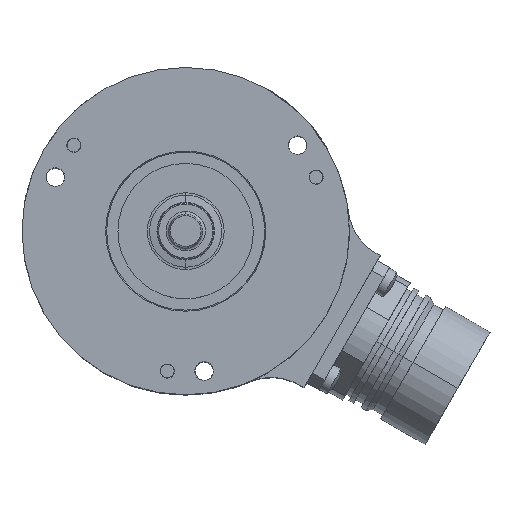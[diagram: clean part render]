
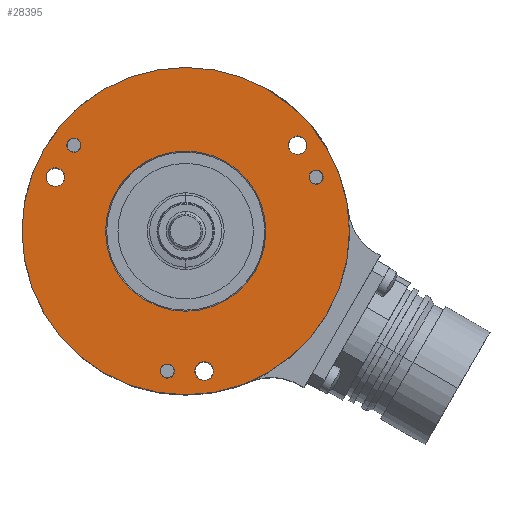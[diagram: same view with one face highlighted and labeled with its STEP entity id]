
A CAD part, top view. The second image highlights one B-rep face of the part: STEP entity #28395.
In plain terms, the highlighted planar face has unit normal (0, 0, 1).
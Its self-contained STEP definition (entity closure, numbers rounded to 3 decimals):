
#5149=CARTESIAN_POINT('',(0.,0.,25.));
#5150=DIRECTION('',(0.,0.,1.));
#5151=DIRECTION('',(1.,0.,0.));
#5152=AXIS2_PLACEMENT_3D('',#5149,#5150,#5151);
#5154=CARTESIAN_POINT('',(0.,0.,25.));
#5155=DIRECTION('',(0.,0.,1.));
#5156=DIRECTION('',(-1.,0.,0.));
#5157=AXIS2_PLACEMENT_3D('',#5154,#5155,#5156);
#5159=CARTESIAN_POINT('',(-19.834,15.219,25.));
#5160=DIRECTION('',(0.,0.,-1.));
#5161=DIRECTION('',(-0.793,0.609,0.));
#5162=AXIS2_PLACEMENT_3D('',#5159,#5160,#5161);
#5164=CARTESIAN_POINT('',(-19.834,15.219,25.));
#5165=DIRECTION('',(0.,0.,-1.));
#5166=DIRECTION('',(0.793,-0.609,0.));
#5167=AXIS2_PLACEMENT_3D('',#5164,#5165,#5166);
#5169=CARTESIAN_POINT('',(-3.263,-24.786,25.));
#5170=DIRECTION('',(0.,0.,-1.));
#5171=DIRECTION('',(-0.131,-0.991,0.));
#5172=AXIS2_PLACEMENT_3D('',#5169,#5170,#5171);
#5174=CARTESIAN_POINT('',(-3.263,-24.786,25.));
#5175=DIRECTION('',(0.,0.,-1.));
#5176=DIRECTION('',(0.131,0.991,0.));
#5177=AXIS2_PLACEMENT_3D('',#5174,#5175,#5176);
#5179=CARTESIAN_POINT('',(23.097,9.567,25.));
#5180=DIRECTION('',(0.,0.,-1.));
#5181=DIRECTION('',(0.924,0.383,0.));
#5182=AXIS2_PLACEMENT_3D('',#5179,#5180,#5181);
#5184=CARTESIAN_POINT('',(23.097,9.567,25.));
#5185=DIRECTION('',(0.,0.,-1.));
#5186=DIRECTION('',(-0.924,-0.383,0.));
#5187=AXIS2_PLACEMENT_3D('',#5184,#5185,#5186);
#5189=CARTESIAN_POINT('',(3.263,-24.786,25.));
#5190=DIRECTION('',(0.,0.,1.));
#5191=DIRECTION('',(0.,-1.,0.));
#5192=AXIS2_PLACEMENT_3D('',#5189,#5190,#5191);
#5194=CARTESIAN_POINT('',(3.263,-24.786,25.));
#5195=DIRECTION('',(0.,0.,1.));
#5196=DIRECTION('',(0.,1.,0.));
#5197=AXIS2_PLACEMENT_3D('',#5194,#5195,#5196);
#5199=CARTESIAN_POINT('',(19.834,15.219,25.));
#5200=DIRECTION('',(0.,0.,1.));
#5201=DIRECTION('',(0.,-1.,0.));
#5202=AXIS2_PLACEMENT_3D('',#5199,#5200,#5201);
#5204=CARTESIAN_POINT('',(19.834,15.219,25.));
#5205=DIRECTION('',(0.,0.,1.));
#5206=DIRECTION('',(0.,1.,0.));
#5207=AXIS2_PLACEMENT_3D('',#5204,#5205,#5206);
#5209=CARTESIAN_POINT('',(-23.097,9.567,25.));
#5210=DIRECTION('',(0.,0.,1.));
#5211=DIRECTION('',(0.,-1.,0.));
#5212=AXIS2_PLACEMENT_3D('',#5209,#5210,#5211);
#5214=CARTESIAN_POINT('',(-23.097,9.567,25.));
#5215=DIRECTION('',(0.,0.,1.));
#5216=DIRECTION('',(0.,1.,0.));
#5217=AXIS2_PLACEMENT_3D('',#5214,#5215,#5216);
#5228=CARTESIAN_POINT('',(0.,0.,25.));
#5229=DIRECTION('',(0.,0.,-1.));
#5230=DIRECTION('',(-1.,0.,0.));
#5231=AXIS2_PLACEMENT_3D('',#5228,#5229,#5230);
#5257=CARTESIAN_POINT('',(0.,0.,25.));
#5258=DIRECTION('',(0.,0.,-1.));
#5259=DIRECTION('',(1.,0.,0.));
#5260=AXIS2_PLACEMENT_3D('',#5257,#5258,#5259);
#21746=CARTESIAN_POINT('',(29.,0.,25.));
#21747=CARTESIAN_POINT('',(-29.,0.,25.));
#21748=VERTEX_POINT('',#21746);
#21749=VERTEX_POINT('',#21747);
#21822=CARTESIAN_POINT('',(-20.826,15.98,25.));
#21823=CARTESIAN_POINT('',(-18.842,14.458,25.));
#21824=VERTEX_POINT('',#21822);
#21825=VERTEX_POINT('',#21823);
#21826=CARTESIAN_POINT('',(-3.426,-26.025,25.));
#21827=CARTESIAN_POINT('',(-3.1,-23.547,25.));
#21828=VERTEX_POINT('',#21826);
#21829=VERTEX_POINT('',#21827);
#21830=CARTESIAN_POINT('',(24.252,10.045,25.));
#21831=CARTESIAN_POINT('',(21.942,9.089,25.));
#21832=VERTEX_POINT('',#21830);
#21833=VERTEX_POINT('',#21831);
#21932=CARTESIAN_POINT('',(14.188,0.,25.));
#21933=CARTESIAN_POINT('',(-14.188,0.,25.));
#21934=VERTEX_POINT('',#21932);
#21935=VERTEX_POINT('',#21933);
#22127=CARTESIAN_POINT('',(3.263,-26.436,25.));
#22128=CARTESIAN_POINT('',(3.263,-23.136,25.));
#22129=VERTEX_POINT('',#22127);
#22130=VERTEX_POINT('',#22128);
#22135=CARTESIAN_POINT('',(19.834,13.569,25.));
#22136=CARTESIAN_POINT('',(19.834,16.869,25.));
#22137=VERTEX_POINT('',#22135);
#22138=VERTEX_POINT('',#22136);
#22143=CARTESIAN_POINT('',(-23.097,7.917,25.));
#22144=CARTESIAN_POINT('',(-23.097,11.217,25.));
#22145=VERTEX_POINT('',#22143);
#22146=VERTEX_POINT('',#22144);
#28344=CARTESIAN_POINT('',(0.,0.,25.));
#28345=DIRECTION('',(0.,0.,1.));
#28346=DIRECTION('',(1.,0.,0.));
#28347=AXIS2_PLACEMENT_3D('',#28344,#28345,#28346);
#28348=PLANE('',#28347);
#28349=ORIENTED_EDGE('',*,*,#28324,.F.);
#28350=ORIENTED_EDGE('',*,*,#28338,.F.);
#28351=EDGE_LOOP('',(#28349,#28350));
#28352=FACE_OUTER_BOUND('',#28351,.F.);
#28354=ORIENTED_EDGE('',*,*,#28353,.F.);
#28356=ORIENTED_EDGE('',*,*,#28355,.F.);
#28357=EDGE_LOOP('',(#28354,#28356));
#28358=FACE_BOUND('',#28357,.F.);
#28360=ORIENTED_EDGE('',*,*,#28359,.F.);
#28362=ORIENTED_EDGE('',*,*,#28361,.F.);
#28363=EDGE_LOOP('',(#28360,#28362));
#28364=FACE_BOUND('',#28363,.F.);
#28366=ORIENTED_EDGE('',*,*,#28365,.F.);
#28368=ORIENTED_EDGE('',*,*,#28367,.F.);
#28369=EDGE_LOOP('',(#28366,#28368));
#28370=FACE_BOUND('',#28369,.F.);
#28372=ORIENTED_EDGE('',*,*,#28371,.F.);
#28374=ORIENTED_EDGE('',*,*,#28373,.F.);
#28375=EDGE_LOOP('',(#28372,#28374));
#28376=FACE_BOUND('',#28375,.F.);
#28378=ORIENTED_EDGE('',*,*,#28377,.T.);
#28380=ORIENTED_EDGE('',*,*,#28379,.T.);
#28381=EDGE_LOOP('',(#28378,#28380));
#28382=FACE_BOUND('',#28381,.F.);
#28384=ORIENTED_EDGE('',*,*,#28383,.T.);
#28386=ORIENTED_EDGE('',*,*,#28385,.T.);
#28387=EDGE_LOOP('',(#28384,#28386));
#28388=FACE_BOUND('',#28387,.F.);
#28390=ORIENTED_EDGE('',*,*,#28389,.T.);
#28392=ORIENTED_EDGE('',*,*,#28391,.T.);
#28393=EDGE_LOOP('',(#28390,#28392));
#28394=FACE_BOUND('',#28393,.F.);
#5153=CIRCLE('',#5152,29.);
#5158=CIRCLE('',#5157,29.);
#5163=CIRCLE('',#5162,1.25);
#5168=CIRCLE('',#5167,1.25);
#5173=CIRCLE('',#5172,1.25);
#5178=CIRCLE('',#5177,1.25);
#5183=CIRCLE('',#5182,1.25);
#5188=CIRCLE('',#5187,1.25);
#5193=CIRCLE('',#5192,1.65);
#5198=CIRCLE('',#5197,1.65);
#5203=CIRCLE('',#5202,1.65);
#5208=CIRCLE('',#5207,1.65);
#5213=CIRCLE('',#5212,1.65);
#5218=CIRCLE('',#5217,1.65);
#5232=CIRCLE('',#5231,14.188);
#5261=CIRCLE('',#5260,14.188);
#28324=EDGE_CURVE('',#21748,#21749,#5153,.T.);
#28338=EDGE_CURVE('',#21749,#21748,#5158,.T.);
#28353=EDGE_CURVE('',#21935,#21934,#5232,.T.);
#28355=EDGE_CURVE('',#21934,#21935,#5261,.T.);
#28359=EDGE_CURVE('',#21824,#21825,#5163,.T.);
#28361=EDGE_CURVE('',#21825,#21824,#5168,.T.);
#28365=EDGE_CURVE('',#21828,#21829,#5173,.T.);
#28367=EDGE_CURVE('',#21829,#21828,#5178,.T.);
#28371=EDGE_CURVE('',#21832,#21833,#5183,.T.);
#28373=EDGE_CURVE('',#21833,#21832,#5188,.T.);
#28377=EDGE_CURVE('',#22129,#22130,#5193,.T.);
#28379=EDGE_CURVE('',#22130,#22129,#5198,.T.);
#28383=EDGE_CURVE('',#22137,#22138,#5203,.T.);
#28385=EDGE_CURVE('',#22138,#22137,#5208,.T.);
#28389=EDGE_CURVE('',#22145,#22146,#5213,.T.);
#28391=EDGE_CURVE('',#22146,#22145,#5218,.T.);
#28395=ADVANCED_FACE('',(#28352,#28358,#28364,#28370,#28376,#28382,#28388,
#28394),#28348,.T.);
